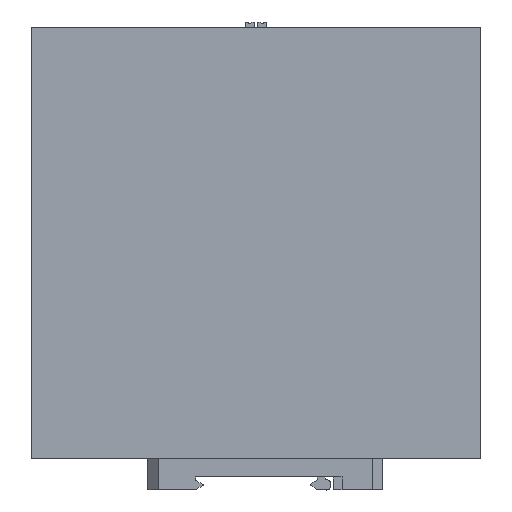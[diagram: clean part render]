
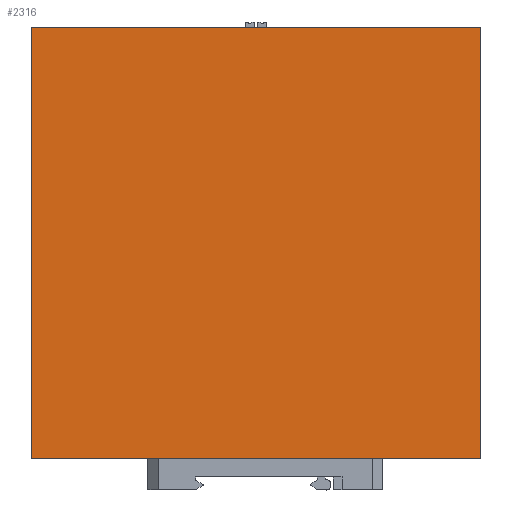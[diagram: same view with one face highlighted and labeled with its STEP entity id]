
A CAD part, left-side view. The second image highlights one B-rep face of the part: STEP entity #2316.
In plain terms, the highlighted planar face has unit normal (-1, 0, 0).
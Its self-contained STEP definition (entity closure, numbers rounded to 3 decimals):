
#2295=AXIS2_PLACEMENT_3D('Plane Axis2P3D',#2292,#2293,#2294) ;
#120=CARTESIAN_POINT('Vertex',(0.,130.,133.95)) ;
#134=CARTESIAN_POINT('Vertex',(0.,130.,9.1)) ;
#137=CARTESIAN_POINT('Line Origine',(0.,130.,71.525)) ;
#1668=CARTESIAN_POINT('Line Origine',(0.,130.,133.975)) ;
#1672=CARTESIAN_POINT('Vertex',(0.,130.,134.)) ;
#2195=CARTESIAN_POINT('Line Origine',(0.,65.,134.)) ;
#2199=CARTESIAN_POINT('Vertex',(0.,0.,134.)) ;
#2292=CARTESIAN_POINT('Axis2P3D Location',(0.,65.,9.1)) ;
#2297=CARTESIAN_POINT('Line Origine',(0.,65.,9.1)) ;
#2301=CARTESIAN_POINT('Vertex',(0.,0.,9.1)) ;
#2304=CARTESIAN_POINT('Line Origine',(0.,0.,71.55)) ;
#138=DIRECTION('Vector Direction',(0.,0.,-1.)) ;
#1669=DIRECTION('Vector Direction',(0.,0.,-1.)) ;
#2196=DIRECTION('Vector Direction',(0.,-1.,0.)) ;
#2293=DIRECTION('Axis2P3D Direction',(-1.,0.,0.)) ;
#2294=DIRECTION('Axis2P3D XDirection',(0.,1.,0.)) ;
#2298=DIRECTION('Vector Direction',(0.,1.,0.)) ;
#2305=DIRECTION('Vector Direction',(0.,0.,1.)) ;
#139=VECTOR('Line Direction',#138,1.) ;
#1670=VECTOR('Line Direction',#1669,1.) ;
#2197=VECTOR('Line Direction',#2196,1.) ;
#2299=VECTOR('Line Direction',#2298,1.) ;
#2306=VECTOR('Line Direction',#2305,1.) ;
#2310=ORIENTED_EDGE('',*,*,#1674,.T.) ;
#2311=ORIENTED_EDGE('',*,*,#141,.T.) ;
#2312=ORIENTED_EDGE('',*,*,#2303,.T.) ;
#2313=ORIENTED_EDGE('',*,*,#2308,.T.) ;
#2314=ORIENTED_EDGE('',*,*,#2201,.T.) ;
#2316=ADVANCED_FACE('PRO ECO',(#2315),#2296,.T.) ;
#141=EDGE_CURVE('',#121,#135,#140,.T.) ;
#1674=EDGE_CURVE('',#1673,#121,#1671,.T.) ;
#2201=EDGE_CURVE('',#2200,#1673,#2198,.F.) ;
#2303=EDGE_CURVE('',#135,#2302,#2300,.F.) ;
#2308=EDGE_CURVE('',#2302,#2200,#2307,.T.) ;
#2309=EDGE_LOOP('',(#2310,#2311,#2312,#2313,#2314)) ;
#2315=FACE_OUTER_BOUND('',#2309,.T.) ;
#140=LINE('Line',#137,#139) ;
#1671=LINE('Line',#1668,#1670) ;
#2198=LINE('Line',#2195,#2197) ;
#2300=LINE('Line',#2297,#2299) ;
#2307=LINE('Line',#2304,#2306) ;
#2296=PLANE('',#2295) ;
#121=VERTEX_POINT('',#120) ;
#135=VERTEX_POINT('',#134) ;
#1673=VERTEX_POINT('',#1672) ;
#2200=VERTEX_POINT('',#2199) ;
#2302=VERTEX_POINT('',#2301) ;
